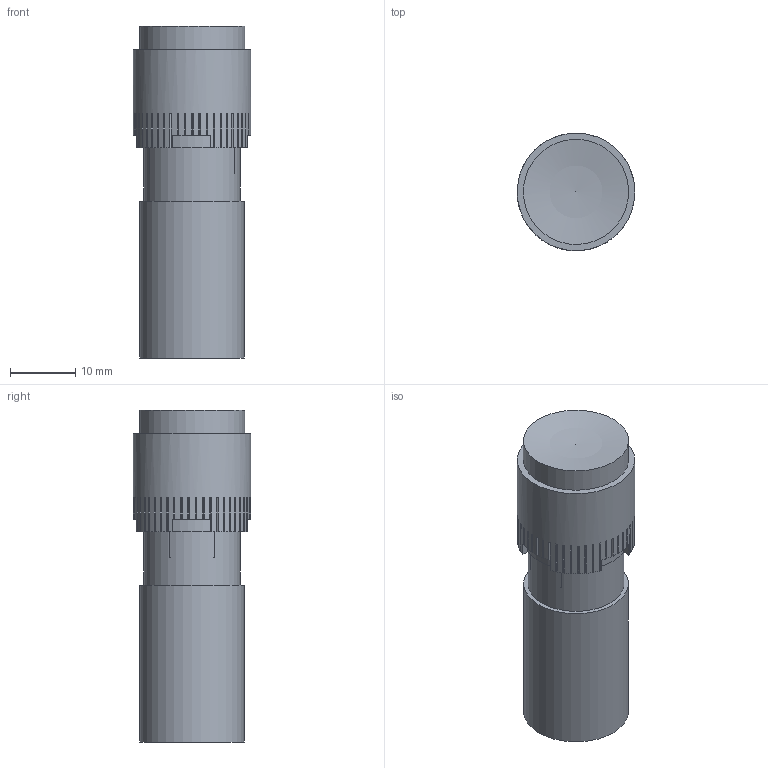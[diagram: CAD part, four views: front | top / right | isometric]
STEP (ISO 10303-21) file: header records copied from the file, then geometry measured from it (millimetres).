
FILE_DESCRIPTION((' '),'2;1');
FILE_NAME('P16xxR11xxxxxxx.stp','2017-07-28T13:41:00',(' '),(' '),' ','ACIS',' ');
FILE_SCHEMA(('CONFIG_CONTROL_DESIGN'));
Length unit declared in the file: inch
Products named in the file (1): P16xxR11xxxxxxx.stp
Bounding box: 18 x 18 x 50.8 mm (x, y, z)
Volume: 7173.8 mm3; surface area: 8648.8 mm2
Topology: 1 solids, 5 shells, 477 faces, 1387 edges, 917 vertices
Faces by surface type: plane 407, cylinder 57, sphere 5, cone 5, torus 3
Full cylindrical faces by diameter (mm): 3.1 x2, 5.7 x2, 8.4 x1, 14.4 x1, 14.524 x2, 14.7 x3, 16 x1, 16.1 x2, 18 x1
Entity records: 15586 total; most frequent: CARTESIAN_POINT 2788, ORIENTED_EDGE 2692, DIRECTION 2573, EDGE_CURVE 1346, VECTOR 1049, LINE 1049, VERTEX_POINT 900, AXIS2_PLACEMENT_3D 762
